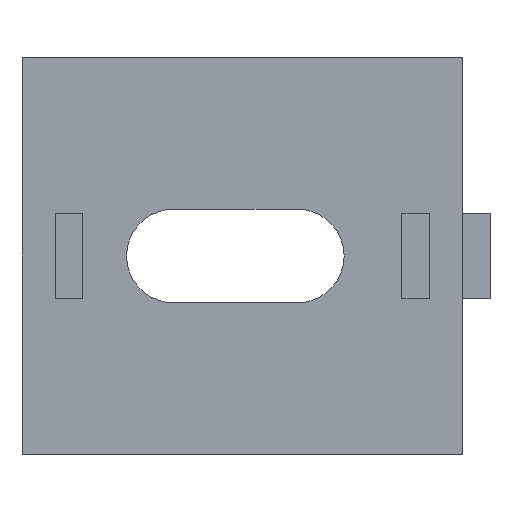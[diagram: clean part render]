
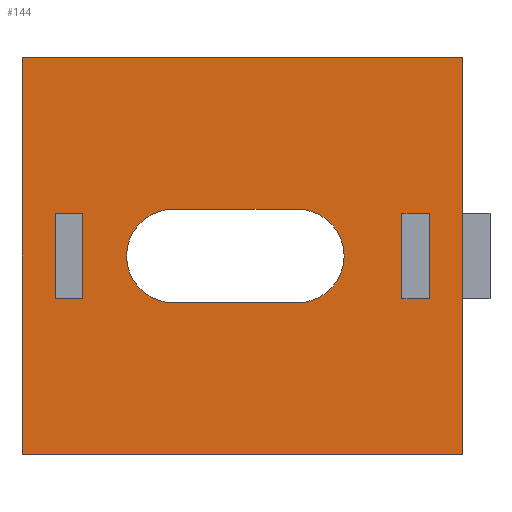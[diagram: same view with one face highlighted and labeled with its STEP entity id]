
A CAD part, left-side view. The second image highlights one B-rep face of the part: STEP entity #144.
In plain terms, the highlighted planar face has unit normal (-1, 0, 0).
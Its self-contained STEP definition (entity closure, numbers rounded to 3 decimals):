
#7 = CARTESIAN_POINT ( 'NONE',  ( 0., 34.5, 3.9 ) ) ;
#9 = CARTESIAN_POINT ( 'NONE',  ( 0., 40., -18. ) ) ;
#17 = LINE ( 'NONE', #466, #1025 ) ;
#34 = VECTOR ( 'NONE', #555, 1000. ) ;
#36 = LINE ( 'NONE', #600, #1244 ) ;
#38 = DIRECTION ( 'NONE',  ( 0., 0., 1. ) ) ;
#39 = EDGE_CURVE ( 'NONE', #867, #128, #194, .T. ) ;
#54 = LINE ( 'NONE', #601, #207 ) ;
#56 = DIRECTION ( 'NONE',  ( -1., 0., 0. ) ) ;
#58 = CARTESIAN_POINT ( 'NONE',  ( 0., 5.5, 3.9 ) ) ;
#63 = CARTESIAN_POINT ( 'NONE',  ( 0., 40., -18. ) ) ;
#72 = VERTEX_POINT ( 'NONE', #1303 ) ;
#76 = CARTESIAN_POINT ( 'NONE',  ( 0., 3., 3.9 ) ) ;
#88 = CARTESIAN_POINT ( 'NONE',  ( 0., 0., -18. ) ) ;
#113 = AXIS2_PLACEMENT_3D ( 'NONE', #121, #250, #1365 ) ;
#115 = VECTOR ( 'NONE', #815, 1000. ) ;
#121 = CARTESIAN_POINT ( 'NONE',  ( 0., 40., 18. ) ) ;
#128 = VERTEX_POINT ( 'NONE', #332 ) ;
#144 = ADVANCED_FACE ( 'NONE', ( #675, #1339, #669, #803 ), #1121, .F. ) ;
#171 = VERTEX_POINT ( 'NONE', #9 ) ;
#177 = VERTEX_POINT ( 'NONE', #444 ) ;
#182 = LINE ( 'NONE', #628, #364 ) ;
#194 = LINE ( 'NONE', #640, #275 ) ;
#199 = EDGE_CURVE ( 'NONE', #177, #350, #17, .T. ) ;
#201 = VERTEX_POINT ( 'NONE', #994 ) ;
#202 = CARTESIAN_POINT ( 'NONE',  ( 0., 3., -3.9 ) ) ;
#207 = VECTOR ( 'NONE', #593, 1000. ) ;
#227 = DIRECTION ( 'NONE',  ( 0., 0., -1. ) ) ;
#241 = VERTEX_POINT ( 'NONE', #809 ) ;
#243 = DIRECTION ( 'NONE',  ( -1., 0., 0. ) ) ;
#250 = DIRECTION ( 'NONE',  ( 1., 0., 0. ) ) ;
#253 = EDGE_CURVE ( 'NONE', #336, #1174, #493, .T. ) ;
#264 = CARTESIAN_POINT ( 'NONE',  ( 0., 5.5, -3.9 ) ) ;
#275 = VECTOR ( 'NONE', #437, 1000. ) ;
#308 = ORIENTED_EDGE ( 'NONE', *, *, #1340, .T. ) ;
#313 = EDGE_CURVE ( 'NONE', #1268, #1239, #54, .T. ) ;
#314 = ORIENTED_EDGE ( 'NONE', *, *, #39, .T. ) ;
#315 = EDGE_LOOP ( 'NONE', ( #436, #1227, #779, #990 ) ) ;
#319 = ORIENTED_EDGE ( 'NONE', *, *, #313, .F. ) ;
#332 = CARTESIAN_POINT ( 'NONE',  ( 0., 37., -3.9 ) ) ;
#334 = EDGE_CURVE ( 'NONE', #171, #757, #1059, .T. ) ;
#336 = VERTEX_POINT ( 'NONE', #839 ) ;
#338 = CARTESIAN_POINT ( 'NONE',  ( 0., 3., -3.9 ) ) ;
#350 = VERTEX_POINT ( 'NONE', #1294 ) ;
#364 = VECTOR ( 'NONE', #955, 1000. ) ;
#374 = CIRCLE ( 'NONE', #1190, 4.25 ) ;
#386 = ORIENTED_EDGE ( 'NONE', *, *, #857, .T. ) ;
#397 = VECTOR ( 'NONE', #38, 1000. ) ;
#401 = DIRECTION ( 'NONE',  ( 0., -1., 0. ) ) ;
#406 = CARTESIAN_POINT ( 'NONE',  ( 0., 40., 18. ) ) ;
#436 = ORIENTED_EDGE ( 'NONE', *, *, #334, .T. ) ;
#437 = DIRECTION ( 'NONE',  ( 0., 1., 0. ) ) ;
#444 = CARTESIAN_POINT ( 'NONE',  ( 0., 40., 18. ) ) ;
#465 = CARTESIAN_POINT ( 'NONE',  ( 0., 34.5, -3.9 ) ) ;
#466 = CARTESIAN_POINT ( 'NONE',  ( 0., 40., 18. ) ) ;
#471 = EDGE_CURVE ( 'NONE', #1239, #72, #674, .T. ) ;
#473 = DIRECTION ( 'NONE',  ( 0., -1., 0. ) ) ;
#482 = LINE ( 'NONE', #821, #115 ) ;
#489 = VECTOR ( 'NONE', #880, 1000. ) ;
#493 = LINE ( 'NONE', #264, #397 ) ;
#519 = DIRECTION ( 'NONE',  ( 0., -1., 0. ) ) ;
#533 = LINE ( 'NONE', #406, #858 ) ;
#546 = EDGE_LOOP ( 'NONE', ( #1131, #1127, #1015, #549, #319 ) ) ;
#549 = ORIENTED_EDGE ( 'NONE', *, *, #471, .F. ) ;
#555 = DIRECTION ( 'NONE',  ( 0., 0., 1. ) ) ;
#562 = AXIS2_PLACEMENT_3D ( 'NONE', #1112, #243, #895 ) ;
#577 = EDGE_LOOP ( 'NONE', ( #314, #308, #386, #773 ) ) ;
#582 = VERTEX_POINT ( 'NONE', #677 ) ;
#593 = DIRECTION ( 'NONE',  ( 0., 1., 0. ) ) ;
#600 = CARTESIAN_POINT ( 'NONE',  ( 0., 34.5, -3.9 ) ) ;
#601 = CARTESIAN_POINT ( 'NONE',  ( 0., 15., 4.25 ) ) ;
#627 = VECTOR ( 'NONE', #401, 1000. ) ;
#628 = CARTESIAN_POINT ( 'NONE',  ( 0., 3., 3.9 ) ) ;
#629 = CIRCLE ( 'NONE', #562, 4.25 ) ;
#632 = EDGE_CURVE ( 'NONE', #241, #867, #36, .T. ) ;
#640 = CARTESIAN_POINT ( 'NONE',  ( 0., 34.5, -3.9 ) ) ;
#658 = CARTESIAN_POINT ( 'NONE',  ( 0., 26.25, 4.25 ) ) ;
#669 = FACE_OUTER_BOUND ( 'NONE', #315, .T. ) ;
#674 = CIRCLE ( 'NONE', #1409, 4.25 ) ;
#675 = FACE_BOUND ( 'NONE', #577, .T. ) ;
#677 = CARTESIAN_POINT ( 'NONE',  ( 0., 26.25, -4.25 ) ) ;
#681 = DIRECTION ( 'NONE',  ( 0., 0., 1. ) ) ;
#682 = EDGE_CURVE ( 'NONE', #177, #171, #533, .T. ) ;
#700 = CARTESIAN_POINT ( 'NONE',  ( 0., 3., -3.9 ) ) ;
#714 = DIRECTION ( 'NONE',  ( 0., 0., -1. ) ) ;
#718 = DIRECTION ( 'NONE',  ( 0., 0., 1. ) ) ;
#741 = CARTESIAN_POINT ( 'NONE',  ( 0., 15., -4.25 ) ) ;
#747 = VERTEX_POINT ( 'NONE', #1187 ) ;
#753 = CARTESIAN_POINT ( 'NONE',  ( 0., 37., -3.9 ) ) ;
#757 = VERTEX_POINT ( 'NONE', #88 ) ;
#762 = LINE ( 'NONE', #202, #915 ) ;
#771 = CARTESIAN_POINT ( 'NONE',  ( 0., 15., 4.25 ) ) ;
#773 = ORIENTED_EDGE ( 'NONE', *, *, #632, .T. ) ;
#774 = LINE ( 'NONE', #7, #489 ) ;
#778 = LINE ( 'NONE', #753, #34 ) ;
#779 = ORIENTED_EDGE ( 'NONE', *, *, #199, .F. ) ;
#786 = VERTEX_POINT ( 'NONE', #76 ) ;
#803 = FACE_BOUND ( 'NONE', #546, .T. ) ;
#804 = EDGE_CURVE ( 'NONE', #1016, #336, #1118, .T. ) ;
#805 = ORIENTED_EDGE ( 'NONE', *, *, #1295, .T. ) ;
#809 = CARTESIAN_POINT ( 'NONE',  ( 0., 34.5, 3.9 ) ) ;
#815 = DIRECTION ( 'NONE',  ( 0., 0., -1. ) ) ;
#821 = CARTESIAN_POINT ( 'NONE',  ( 0., 0., 18. ) ) ;
#839 = CARTESIAN_POINT ( 'NONE',  ( 0., 5.5, -3.9 ) ) ;
#847 = EDGE_CURVE ( 'NONE', #72, #582, #374, .T. ) ;
#856 = LINE ( 'NONE', #741, #1257 ) ;
#857 = EDGE_CURVE ( 'NONE', #201, #241, #774, .T. ) ;
#858 = VECTOR ( 'NONE', #1090, 1000. ) ;
#867 = VERTEX_POINT ( 'NONE', #465 ) ;
#872 = EDGE_CURVE ( 'NONE', #747, #1268, #629, .T. ) ;
#879 = ORIENTED_EDGE ( 'NONE', *, *, #253, .T. ) ;
#880 = DIRECTION ( 'NONE',  ( 0., -1., 0. ) ) ;
#895 = DIRECTION ( 'NONE',  ( 0., 0., 1. ) ) ;
#915 = VECTOR ( 'NONE', #227, 1000. ) ;
#955 = DIRECTION ( 'NONE',  ( 0., -1., 0. ) ) ;
#965 = ORIENTED_EDGE ( 'NONE', *, *, #804, .T. ) ;
#983 = EDGE_CURVE ( 'NONE', #350, #757, #482, .T. ) ;
#990 = ORIENTED_EDGE ( 'NONE', *, *, #682, .T. ) ;
#994 = CARTESIAN_POINT ( 'NONE',  ( 0., 37., 3.9 ) ) ;
#1008 = ORIENTED_EDGE ( 'NONE', *, *, #1212, .T. ) ;
#1015 = ORIENTED_EDGE ( 'NONE', *, *, #847, .F. ) ;
#1016 = VERTEX_POINT ( 'NONE', #700 ) ;
#1017 = DIRECTION ( 'NONE',  ( 0., 1., 0. ) ) ;
#1025 = VECTOR ( 'NONE', #473, 1000. ) ;
#1059 = LINE ( 'NONE', #63, #627 ) ;
#1062 = CARTESIAN_POINT ( 'NONE',  ( 0., 26.25, 0. ) ) ;
#1090 = DIRECTION ( 'NONE',  ( 0., 0., -1. ) ) ;
#1112 = CARTESIAN_POINT ( 'NONE',  ( 0., 15., 0. ) ) ;
#1118 = LINE ( 'NONE', #338, #1266 ) ;
#1121 = PLANE ( 'NONE',  #113 ) ;
#1127 = ORIENTED_EDGE ( 'NONE', *, *, #1156, .F. ) ;
#1131 = ORIENTED_EDGE ( 'NONE', *, *, #872, .F. ) ;
#1156 = EDGE_CURVE ( 'NONE', #582, #747, #856, .T. ) ;
#1174 = VERTEX_POINT ( 'NONE', #58 ) ;
#1187 = CARTESIAN_POINT ( 'NONE',  ( 0., 15., -4.25 ) ) ;
#1190 = AXIS2_PLACEMENT_3D ( 'NONE', #1458, #1448, #681 ) ;
#1212 = EDGE_CURVE ( 'NONE', #1174, #786, #182, .T. ) ;
#1227 = ORIENTED_EDGE ( 'NONE', *, *, #983, .F. ) ;
#1239 = VERTEX_POINT ( 'NONE', #658 ) ;
#1244 = VECTOR ( 'NONE', #714, 1000. ) ;
#1257 = VECTOR ( 'NONE', #519, 1000. ) ;
#1266 = VECTOR ( 'NONE', #1017, 1000. ) ;
#1268 = VERTEX_POINT ( 'NONE', #771 ) ;
#1294 = CARTESIAN_POINT ( 'NONE',  ( 0., 0., 18. ) ) ;
#1295 = EDGE_CURVE ( 'NONE', #786, #1016, #762, .T. ) ;
#1303 = CARTESIAN_POINT ( 'NONE',  ( 0., 30.5, 0. ) ) ;
#1339 = FACE_BOUND ( 'NONE', #1440, .T. ) ;
#1340 = EDGE_CURVE ( 'NONE', #128, #201, #778, .T. ) ;
#1365 = DIRECTION ( 'NONE',  ( 0., 1., 0. ) ) ;
#1409 = AXIS2_PLACEMENT_3D ( 'NONE', #1062, #56, #718 ) ;
#1440 = EDGE_LOOP ( 'NONE', ( #965, #879, #1008, #805 ) ) ;
#1448 = DIRECTION ( 'NONE',  ( -1., 0., 0. ) ) ;
#1458 = CARTESIAN_POINT ( 'NONE',  ( 0., 26.25, 0. ) ) ;
